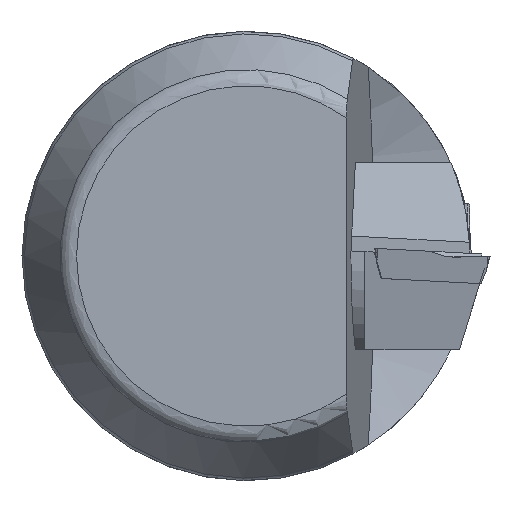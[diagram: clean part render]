
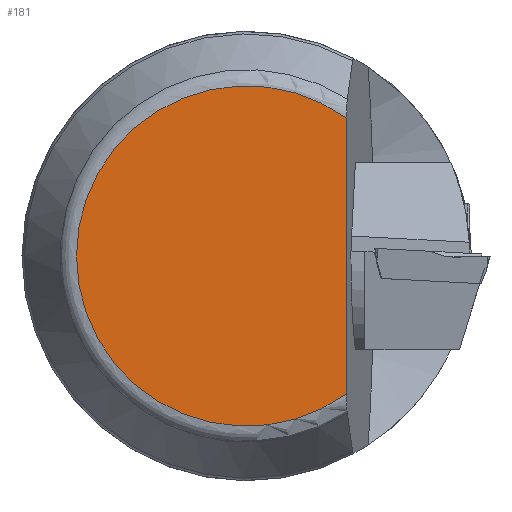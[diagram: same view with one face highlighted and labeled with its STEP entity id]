
A CAD part, left-side view. The second image highlights one B-rep face of the part: STEP entity #181.
In plain terms, the highlighted planar face has unit normal (-1, 0, 0).
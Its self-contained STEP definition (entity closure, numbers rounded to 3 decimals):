
#121=FACE_OUTER_BOUND('',#391,.T.);
#181=ADVANCED_FACE('',(#121),#246,.T.);
#246=PLANE('',#1191);
#291=CIRCLE('',#1189,13.634);
#391=EDGE_LOOP('',(#520,#521));
#520=ORIENTED_EDGE('',*,*,#897,.T.);
#521=ORIENTED_EDGE('',*,*,#885,.T.);
#784=VERTEX_POINT('',#1628);
#785=VERTEX_POINT('',#1630);
#885=EDGE_CURVE('',#785,#784,#1024,.T.);
#897=EDGE_CURVE('',#784,#785,#291,.T.);
#1024=LINE('',#1629,#1102);
#1102=VECTOR('',#1297,1.);
#1189=AXIS2_PLACEMENT_3D('',#1686,#1320,#1321);
#1191=AXIS2_PLACEMENT_3D('',#1688,#1324,#1325);
#1297=DIRECTION('',(0.,0.,1.));
#1320=DIRECTION('',(-1.,0.,0.));
#1321=DIRECTION('',(0.,-1.,0.));
#1324=DIRECTION('',(-1.,0.,0.));
#1325=DIRECTION('',(0.,-1.,0.));
#1628=CARTESIAN_POINT('',(0.,-8.,11.04));
#1629=CARTESIAN_POINT('',(0.,-8.,0.));
#1630=CARTESIAN_POINT('',(0.,-8.,-11.04));
#1686=CARTESIAN_POINT('',(0.,0.,0.));
#1688=CARTESIAN_POINT('',(0.,0.,0.));
